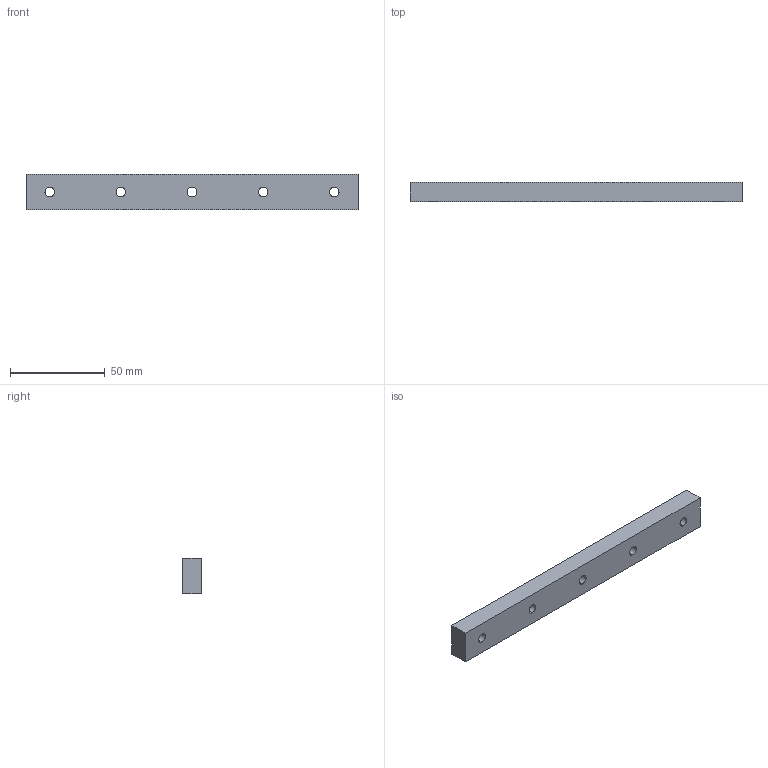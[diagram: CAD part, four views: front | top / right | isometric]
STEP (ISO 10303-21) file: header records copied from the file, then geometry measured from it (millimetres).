
FILE_DESCRIPTION (( 'STEP AP214' ), '1' );
FILE_NAME ('02-001 - Combiné à bois - Boitier de puissance - Patins antifriction .STEP', '2021-04-14T10:43:05', ( '' ), ( '' ), 'SwSTEP 2.0', 'SolidWorks 2020', '' );
FILE_SCHEMA (( 'AUTOMOTIVE_DESIGN' ));
Length unit declared in the file: millimetre
Products named in the file (1): 02-001 - Combiné à bois - Boitier de puissance - Patins antifriction 
Bounding box: 175 x 10 x 18.5 mm (x, y, z)
Volume: 30771.5 mm3; surface area: 10938.6 mm2
Topology: 1 solids, 1 shells, 37 faces, 87 edges, 52 vertices
Faces by surface type: cylinder 20, cone 10, plane 7
Entity records: 1148 total; most frequent: CARTESIAN_POINT 218, DIRECTION 202, ORIENTED_EDGE 174, EDGE_CURVE 87, AXIS2_PLACEMENT_3D 80, VERTEX_POINT 52, EDGE_LOOP 47, LINE 42
